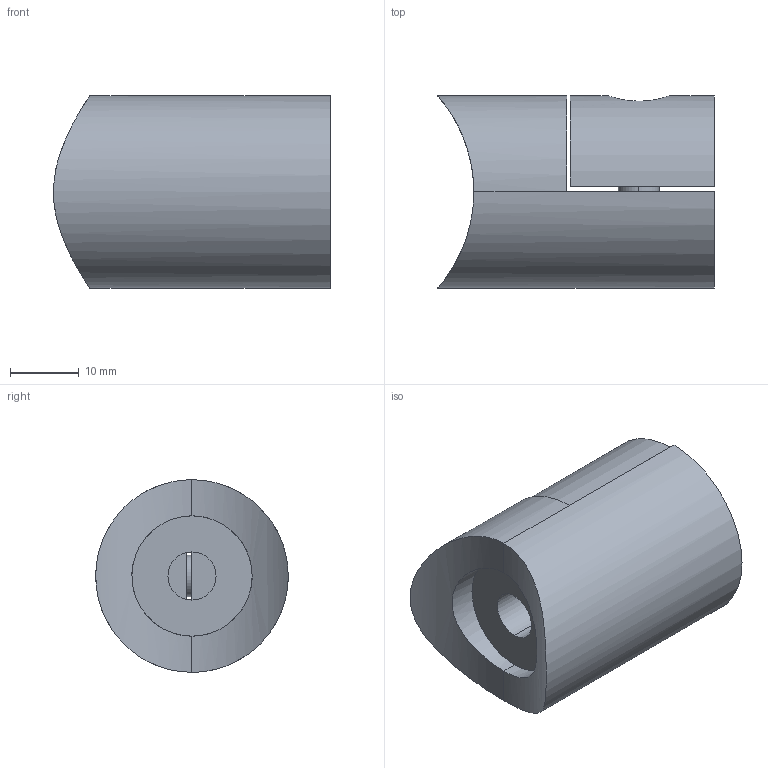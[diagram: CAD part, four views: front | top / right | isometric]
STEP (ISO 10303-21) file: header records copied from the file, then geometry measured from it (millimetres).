
FILE_DESCRIPTION (( 'STEP AP203' ), '1' );
FILE_NAME ('3D_GN6514_42.4_188734580.STEP', '2024-10-22T06:43:51', ( '' ), ( '' ), 'SwSTEP 2.0', 'SolidWorks 2023', '' );
FILE_SCHEMA (( 'CONFIG_CONTROL_DESIGN' ));
Length unit declared in the file: millimetre
Products named in the file (1): 3D_GN6514_42.4_188734580
Bounding box: 40.28 x 28 x 28 mm (x, y, z)
Volume: 19395 mm3; surface area: 7599.6 mm2
Topology: 3 solids, 3 shells, 51 faces, 110 edges, 62 vertices
Faces by surface type: cylinder 21, plane 16, cone 12, torus 2
Entity records: 1665 total; most frequent: CARTESIAN_POINT 486, DIRECTION 242, ORIENTED_EDGE 212, EDGE_CURVE 106, AXIS2_PLACEMENT_3D 90, LINE 62, VECTOR 62, VERTEX_POINT 62
